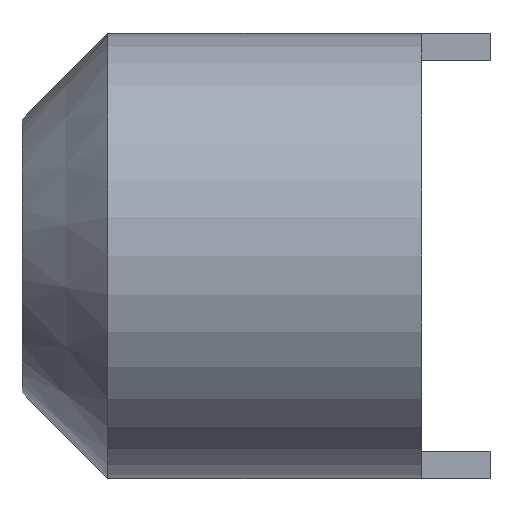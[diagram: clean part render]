
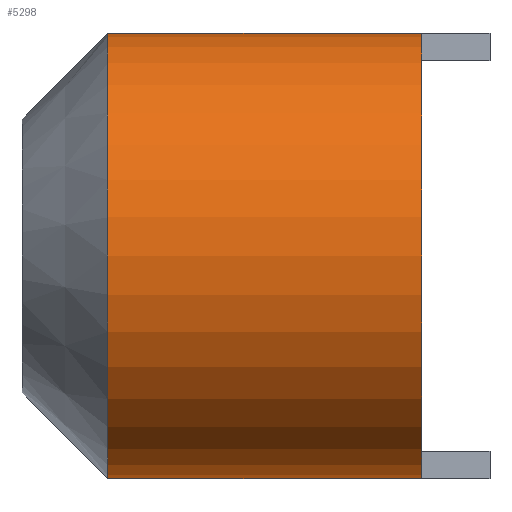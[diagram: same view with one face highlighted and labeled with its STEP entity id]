
A CAD part, left-side view. The second image highlights one B-rep face of the part: STEP entity #5298.
In plain terms, the highlighted cylindrical face has radius 39 mm (diameter 78 mm), a partial arc.
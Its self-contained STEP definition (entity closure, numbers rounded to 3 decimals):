
#237=CIRCLE('',#5527,39.);
#240=CIRCLE('',#5534,39.);
#729=FACE_OUTER_BOUND('',#1035,.T.);
#1035=EDGE_LOOP('',(#5006,#5007,#5008,#5009));
#1061=LINE('',#6702,#1669);
#1571=LINE('',#8981,#2179);
#1669=VECTOR('',#5609,10.);
#2179=VECTOR('',#6453,10.);
#2278=VERTEX_POINT('',#6699);
#2279=VERTEX_POINT('',#6701);
#2702=VERTEX_POINT('',#8978);
#2703=VERTEX_POINT('',#8980);
#2780=EDGE_CURVE('',#2278,#2279,#1061,.T.);
#3414=EDGE_CURVE('',#2703,#2702,#1571,.T.);
#3452=EDGE_CURVE('',#2703,#2278,#237,.T.);
#3468=EDGE_CURVE('',#2279,#2702,#240,.T.);
#5006=ORIENTED_EDGE('',*,*,#3468,.F.);
#5007=ORIENTED_EDGE('',*,*,#2780,.F.);
#5008=ORIENTED_EDGE('',*,*,#3452,.F.);
#5009=ORIENTED_EDGE('',*,*,#3414,.T.);
#5018=CYLINDRICAL_SURFACE('',#5559,39.);
#5298=ADVANCED_FACE('',(#729),#5018,.T.);
#5527=AXIS2_PLACEMENT_3D('',#9058,#6532,#6533);
#5534=AXIS2_PLACEMENT_3D('',#9089,#6559,#6560);
#5559=AXIS2_PLACEMENT_3D('',#9166,#6644,#6645);
#5609=DIRECTION('',(0.,1.,0.));
#6453=DIRECTION('',(0.,1.,0.));
#6532=DIRECTION('center_axis',(0.,-1.,0.));
#6533=DIRECTION('ref_axis',(0.,0.,1.));
#6559=DIRECTION('center_axis',(0.,1.,0.));
#6560=DIRECTION('ref_axis',(0.,0.,1.));
#6644=DIRECTION('center_axis',(0.,-1.,0.));
#6645=DIRECTION('ref_axis',(0.,0.,1.));
#6699=CARTESIAN_POINT('',(39.,0.,-39.));
#6701=CARTESIAN_POINT('',(39.,55.,-39.));
#6702=CARTESIAN_POINT('',(39.,70.,-39.));
#8978=CARTESIAN_POINT('',(39.,55.,39.));
#8980=CARTESIAN_POINT('',(39.,0.,39.));
#8981=CARTESIAN_POINT('',(39.,70.,39.));
#9058=CARTESIAN_POINT('Origin',(39.,0.,0.));
#9089=CARTESIAN_POINT('Origin',(39.,55.,0.));
#9166=CARTESIAN_POINT('Origin',(39.,70.,0.));
